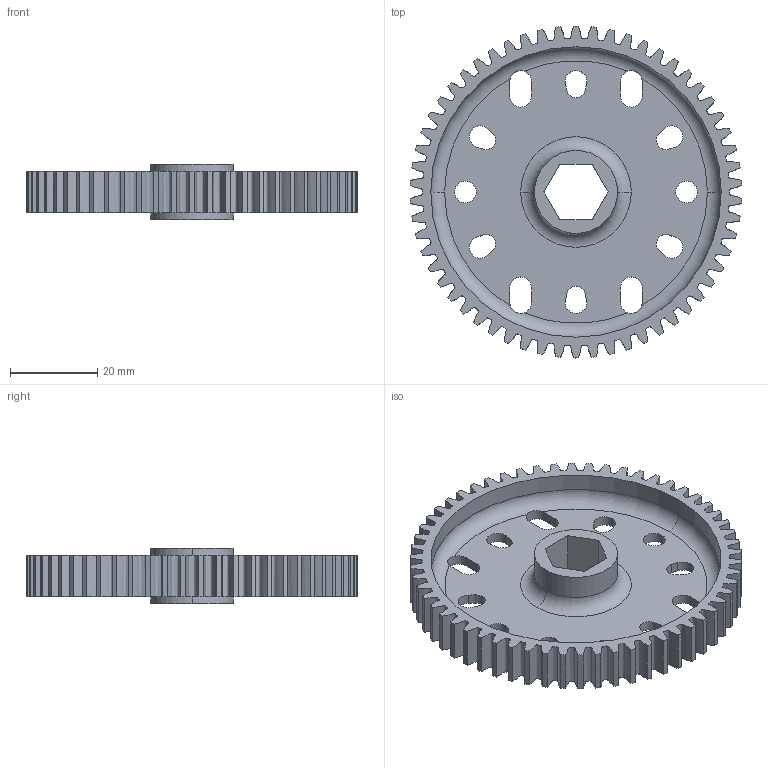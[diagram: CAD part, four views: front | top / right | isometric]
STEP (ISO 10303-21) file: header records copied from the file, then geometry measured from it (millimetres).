
FILE_DESCRIPTION (( 'STEP AP214' ), '1' );
FILE_NAME ('WCP-1146 Rev1.step', '2023-12-13T23:20:23', ( '' ), ( '' ), 'SwSTEP 2.0', 'SolidWorks 2022', '' );
FILE_SCHEMA (( 'AUTOMOTIVE_DESIGN' ));
Length unit declared in the file: inch
Products named in the file (1): WCP-1146 Rev1
Bounding box: 76.14 x 76.2 x 12.65 mm (x, y, z)
Volume: 17412.6 mm3; surface area: 14868 mm2
Topology: 1 solids, 1 shells, 341 faces, 968 edges, 644 vertices
Faces by surface type: plane 131, bspline 110, cylinder 96, torus 4
Entity records: 28258 total; most frequent: CARTESIAN_POINT 19860, ORIENTED_EDGE 1936, DIRECTION 1416, EDGE_CURVE 968, VERTEX_POINT 644, VECTOR 536, LINE 536, AXIS2_PLACEMENT_3D 440
